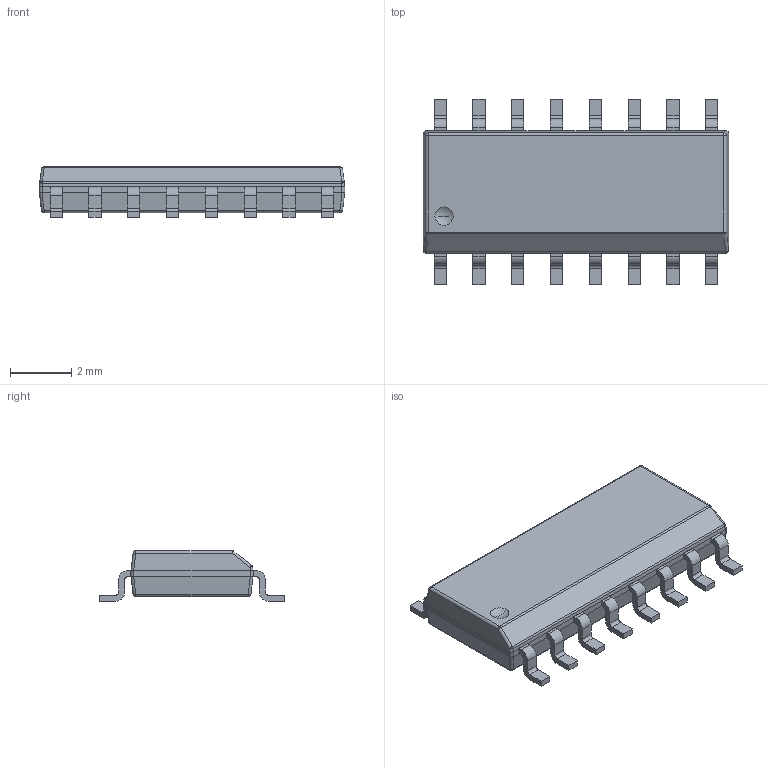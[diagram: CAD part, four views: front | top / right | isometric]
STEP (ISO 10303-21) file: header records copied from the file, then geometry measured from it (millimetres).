
FILE_DESCRIPTION(('FreeCAD Model'),'2;1');
FILE_NAME('Open CASCADE Shape Model','2025-11-13T09:17:05',(''),(''), 'Open CASCADE STEP processor 7.8','FreeCAD','Unknown');
FILE_SCHEMA(('AUTOMOTIVE_DESIGN { 1 0 10303 214 1 1 1 1 }'));
Length unit declared in the file: millimetre
Products named in the file (10): Body; pin8; pin7; pin6; pin5; pin4; pin3; pin2; pin1; Bodyandrightpins
Assembly tree (9 placements, depth 2):
  Body
    pin8
    pin7
    pin6
    pin5
    pin4
    pin3
    pin2
    pin1
    Bodyandrightpins
Bounding box: 10 x 6.08 x 1.65 mm (x, y, z)
Volume: 59.2 mm3; surface area: 146.3 mm2
Topology: 9 solids, 9 shells, 276 faces, 708 edges, 451 vertices
Faces by surface type: plane 175, cylinder 89, sphere 12
Entity records: 9642 total; most frequent: CARTESIAN_POINT 1517, DIRECTION 1420, ORIENTED_EDGE 1416, EDGE_CURVE 708, LINE 520, VECTOR 520, VERTEX_POINT 451, AXIS2_PLACEMENT_3D 450
